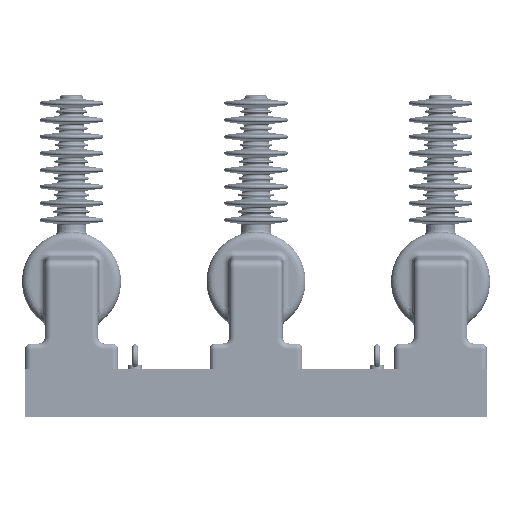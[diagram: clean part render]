
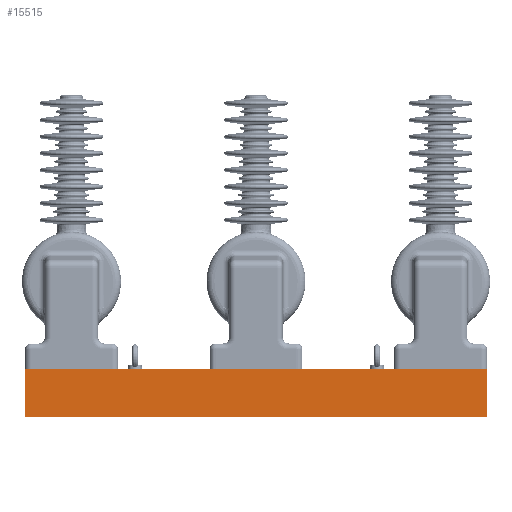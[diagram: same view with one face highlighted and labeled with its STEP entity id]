
A CAD part, left-side view. The second image highlights one B-rep face of the part: STEP entity #15515.
In plain terms, the highlighted planar face has unit normal (-1, 0, 0).
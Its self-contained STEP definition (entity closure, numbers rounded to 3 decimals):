
#15515=ADVANCED_FACE('',(#35355),#35357,.T.);
#35355=FACE_BOUND('',#35356,.T.);
#35356=EDGE_LOOP('',(#42539,#42540,#42541,#42542));
#35357=PLANE('',#35358);
#35358=AXIS2_PLACEMENT_3D('',#35359,#35360,#35361);
#35359=CARTESIAN_POINT('',(0.,120.,-1164.));
#35360=DIRECTION('',(-1.,0.,0.));
#35361=DIRECTION('',(0.,-1.,0.));
#42539=ORIENTED_EDGE('',*,*,#46099,.T.);
#42540=ORIENTED_EDGE('',*,*,#46119,.T.);
#42541=ORIENTED_EDGE('',*,*,#46115,.F.);
#42542=ORIENTED_EDGE('',*,*,#46090,.F.);
#46090=EDGE_CURVE('',#51845,#51847,#51848,.T.);
#46099=EDGE_CURVE('',#51845,#51863,#51865,.T.);
#46115=EDGE_CURVE('',#51847,#51892,#51893,.T.);
#46119=EDGE_CURVE('',#51863,#51892,#51898,.T.);
#51845=VERTEX_POINT('',#67590);
#51847=VERTEX_POINT('',#67594);
#51848=LINE('',#67595,#67596);
#51863=VERTEX_POINT('',#67630);
#51865=LINE('',#67634,#67635);
#51892=VERTEX_POINT('',#67701);
#51893=LINE('',#67702,#67703);
#51898=LINE('',#67715,#67716);
#67590=CARTESIAN_POINT('',(0.,120.,-1164.));
#67594=CARTESIAN_POINT('',(0.,120.,0.));
#67595=CARTESIAN_POINT('',(0.,120.,-1164.));
#67596=VECTOR('',#67597,1.);
#67597=DIRECTION('',(0.,0.,1.));
#67630=CARTESIAN_POINT('',(0.,0.,-1164.));
#67634=CARTESIAN_POINT('',(0.,120.,-1164.));
#67635=VECTOR('',#67636,1.);
#67636=DIRECTION('',(0.,-1.,0.));
#67701=CARTESIAN_POINT('',(0.,0.,0.));
#67702=CARTESIAN_POINT('',(0.,120.,0.));
#67703=VECTOR('',#67704,1.);
#67704=DIRECTION('',(0.,-1.,0.));
#67715=CARTESIAN_POINT('',(0.,0.,-1164.));
#67716=VECTOR('',#67717,1.);
#67717=DIRECTION('',(0.,0.,1.));
